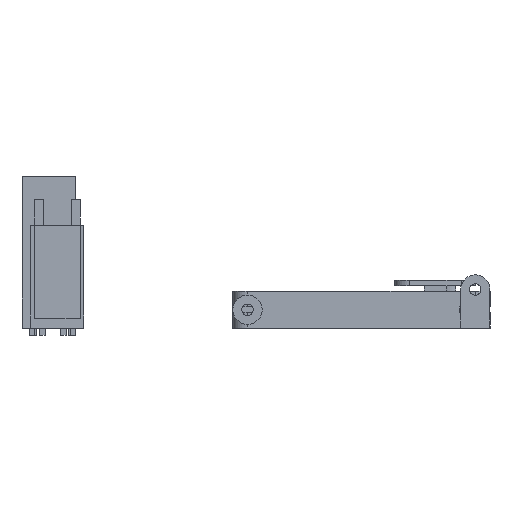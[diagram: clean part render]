
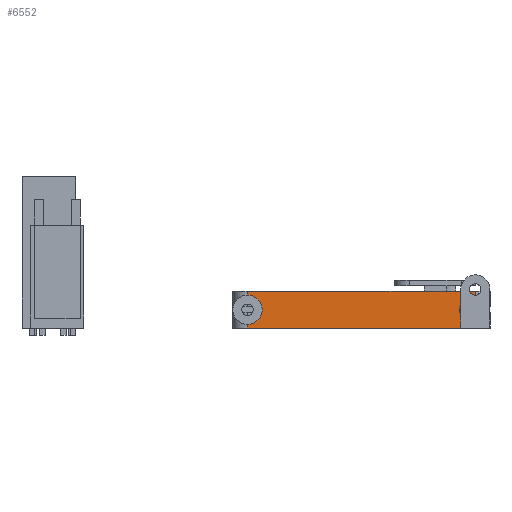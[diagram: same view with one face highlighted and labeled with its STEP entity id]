
A CAD part, left-side view. The second image highlights one B-rep face of the part: STEP entity #6552.
In plain terms, the highlighted planar face has unit normal (-1, 0, 0).
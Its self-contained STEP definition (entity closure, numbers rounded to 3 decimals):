
#194=PLANE('',#6979);
#480=FACE_OUTER_BOUND('',#854,.T.);
#854=EDGE_LOOP('',(#4883,#4884,#4885,#4886,#4887,#4888,#4889,#4890,#4891,
#4892,#4893));
#1324=LINE('',#9583,#2079);
#1325=LINE('',#9586,#2080);
#1330=LINE('',#9595,#2085);
#1334=LINE('',#9608,#2089);
#1340=LINE('',#9624,#2095);
#1341=LINE('',#9629,#2096);
#1343=LINE('',#9632,#2098);
#1345=LINE('',#9638,#2100);
#1346=LINE('',#9642,#2101);
#2079=VECTOR('',#7725,10.);
#2080=VECTOR('',#7728,10.);
#2085=VECTOR('',#7739,10.);
#2089=VECTOR('',#7753,10.);
#2095=VECTOR('',#7769,10.);
#2096=VECTOR('',#7774,10.);
#2098=VECTOR('',#7778,10.);
#2100=VECTOR('',#7786,10.);
#2101=VECTOR('',#7791,10.);
#2760=CIRCLE('',#6942,8.);
#2762=CIRCLE('',#6944,8.);
#2998=VERTEX_POINT('',#9519);
#2999=VERTEX_POINT('',#9521);
#3001=VERTEX_POINT('',#9526);
#3022=VERTEX_POINT('',#9581);
#3023=VERTEX_POINT('',#9585);
#3024=VERTEX_POINT('',#9594);
#3028=VERTEX_POINT('',#9606);
#3033=VERTEX_POINT('',#9622);
#3034=VERTEX_POINT('',#9626);
#3035=VERTEX_POINT('',#9628);
#3036=VERTEX_POINT('',#9636);
#3676=EDGE_CURVE('',#2999,#2998,#2760,.T.);
#3679=EDGE_CURVE('',#3001,#2999,#2762,.T.);
#3707=EDGE_CURVE('',#2998,#3022,#1324,.T.);
#3708=EDGE_CURVE('',#3023,#3001,#1325,.T.);
#3713=EDGE_CURVE('',#3023,#3024,#1330,.T.);
#3720=EDGE_CURVE('',#3022,#3028,#1334,.T.);
#3728=EDGE_CURVE('',#3033,#3028,#1340,.T.);
#3730=EDGE_CURVE('',#3035,#3034,#1341,.T.);
#3732=EDGE_CURVE('',#3024,#3034,#1343,.T.);
#3735=EDGE_CURVE('',#3033,#3036,#1345,.T.);
#3737=EDGE_CURVE('',#3036,#3035,#1346,.T.);
#4883=ORIENTED_EDGE('',*,*,#3679,.T.);
#4884=ORIENTED_EDGE('',*,*,#3676,.T.);
#4885=ORIENTED_EDGE('',*,*,#3707,.T.);
#4886=ORIENTED_EDGE('',*,*,#3720,.T.);
#4887=ORIENTED_EDGE('',*,*,#3728,.F.);
#4888=ORIENTED_EDGE('',*,*,#3735,.T.);
#4889=ORIENTED_EDGE('',*,*,#3737,.T.);
#4890=ORIENTED_EDGE('',*,*,#3730,.T.);
#4891=ORIENTED_EDGE('',*,*,#3732,.F.);
#4892=ORIENTED_EDGE('',*,*,#3713,.F.);
#4893=ORIENTED_EDGE('',*,*,#3708,.T.);
#6552=ADVANCED_FACE('',(#480),#194,.T.);
#6942=AXIS2_PLACEMENT_3D('',#9522,#7673,#7674);
#6944=AXIS2_PLACEMENT_3D('',#9527,#7678,#7679);
#6979=AXIS2_PLACEMENT_3D('',#9645,#7795,#7796);
#7673=DIRECTION('center_axis',(1.,0.,0.));
#7674=DIRECTION('ref_axis',(0.,1.,0.));
#7678=DIRECTION('center_axis',(1.,0.,0.));
#7679=DIRECTION('ref_axis',(0.,1.,0.));
#7725=DIRECTION('',(0.,0.,-1.));
#7728=DIRECTION('',(0.,0.,-1.));
#7739=DIRECTION('',(0.,-1.,0.));
#7753=DIRECTION('',(0.,-1.,0.));
#7769=DIRECTION('',(0.,0.,-1.));
#7774=DIRECTION('',(0.,-1.,0.));
#7778=DIRECTION('',(0.,0.,-1.));
#7786=DIRECTION('',(0.,1.,0.));
#7791=DIRECTION('',(0.,0.,1.));
#7795=DIRECTION('center_axis',(-1.,0.,0.));
#7796=DIRECTION('ref_axis',(0.,-1.,0.));
#9519=CARTESIAN_POINT('',(259.,132.,2.));
#9521=CARTESIAN_POINT('',(259.,124.,10.));
#9522=CARTESIAN_POINT('Origin',(259.,132.,10.));
#9526=CARTESIAN_POINT('',(259.,132.,18.));
#9527=CARTESIAN_POINT('Origin',(259.,132.,10.));
#9581=CARTESIAN_POINT('',(259.,132.,0.));
#9583=CARTESIAN_POINT('',(259.,132.,0.));
#9585=CARTESIAN_POINT('',(259.,132.,20.));
#9586=CARTESIAN_POINT('',(259.,132.,9.));
#9594=CARTESIAN_POINT('',(259.,8.,20.));
#9595=CARTESIAN_POINT('',(259.,140.,20.));
#9606=CARTESIAN_POINT('',(259.,8.,0.));
#9608=CARTESIAN_POINT('',(259.,140.,0.));
#9622=CARTESIAN_POINT('',(259.,8.,8.5));
#9624=CARTESIAN_POINT('',(259.,8.,0.));
#9626=CARTESIAN_POINT('',(259.,8.,11.5));
#9628=CARTESIAN_POINT('',(259.,16.5,11.5));
#9629=CARTESIAN_POINT('',(259.,70.,11.5));
#9632=CARTESIAN_POINT('',(259.,8.,0.));
#9636=CARTESIAN_POINT('',(259.,16.5,8.5));
#9638=CARTESIAN_POINT('',(259.,70.,8.5));
#9642=CARTESIAN_POINT('',(259.,16.5,5.));
#9645=CARTESIAN_POINT('Origin',(259.,140.,0.));
